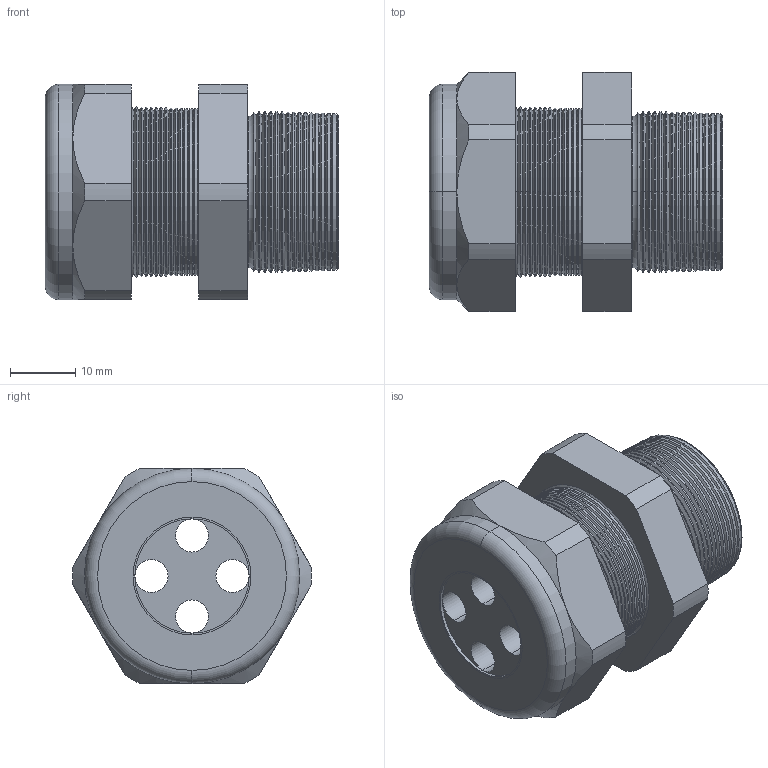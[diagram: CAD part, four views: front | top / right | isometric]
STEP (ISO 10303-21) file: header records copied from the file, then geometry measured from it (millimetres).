
FILE_DESCRIPTION (( 'STEP AP203' ), '1' );
FILE_NAME ('CD21N6-GY.STEP', '2008-11-17T10:51:03', ( 'bay06' ), ( '' ), 'SwSTEP 2.0', 'SolidWorks 2007', '' );
FILE_SCHEMA (( 'CONFIG_CONTROL_DESIGN' ));
Length unit declared in the file: inch
Products named in the file (1): CD21N6-GY
Bounding box: 44.96 x 36.64 x 33.02 mm (x, y, z)
Volume: 20460.3 mm3; surface area: 11559.5 mm2
Topology: 2 solids, 2 shells, 236 faces, 498 edges, 270 vertices
Faces by surface type: cone 182, cylinder 28, plane 20, torus 6
Entity records: 6347 total; most frequent: DIRECTION 1212, CARTESIAN_POINT 1093, ORIENTED_EDGE 996, EDGE_CURVE 498, AXIS2_PLACEMENT_3D 489, VERTEX_POINT 270, CIRCLE 252, EDGE_LOOP 250
